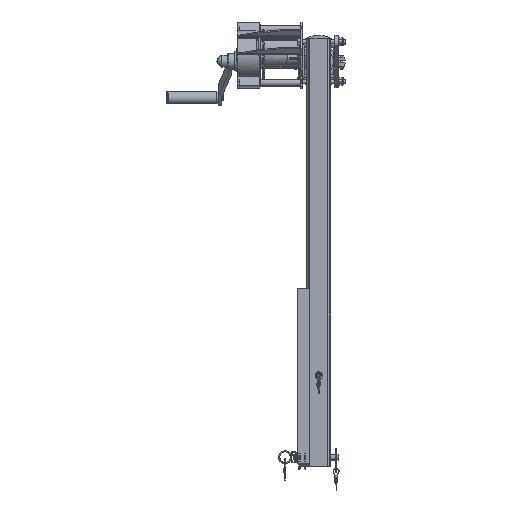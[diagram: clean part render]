
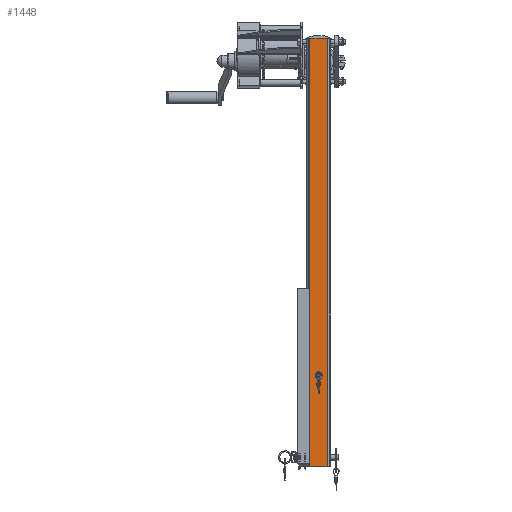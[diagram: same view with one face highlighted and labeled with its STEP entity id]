
A CAD part, top view. The second image highlights one B-rep face of the part: STEP entity #1448.
In plain terms, the highlighted face is planar.
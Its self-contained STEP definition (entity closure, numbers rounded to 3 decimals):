
#1448=ADVANCED_FACE('',(#3073,#3074),#3075,.T.);
#3073=FACE_OUTER_BOUND('',#5443,.T.);
#3074=FACE_BOUND('',#5444,.T.);
#3075=PLANE('',#5445);
#5443=EDGE_LOOP('',(#8430,#8431,#8432,#8433));
#5444=EDGE_LOOP('',(#8434));
#5445=AXIS2_PLACEMENT_3D('',#8435,#8436,#8437);
#8430=ORIENTED_EDGE('',*,*,#13939,.T.);
#8431=ORIENTED_EDGE('',*,*,#13940,.T.);
#8432=ORIENTED_EDGE('',*,*,#13941,.F.);
#8433=ORIENTED_EDGE('',*,*,#13942,.F.);
#8434=ORIENTED_EDGE('',*,*,#13943,.F.);
#8435=CARTESIAN_POINT('',(0.,8.,0.));
#8436=DIRECTION('',(-1.,0.,0.));
#8437=DIRECTION('',(0.,0.,1.));
#13939=EDGE_CURVE('',#16081,#16082,#16083,.T.);
#13940=EDGE_CURVE('',#16082,#16084,#16085,.T.);
#13941=EDGE_CURVE('',#16086,#16084,#16087,.T.);
#13942=EDGE_CURVE('',#16081,#16086,#16088,.T.);
#13943=EDGE_CURVE('',#16089,#16089,#16090,.T.);
#16081=VERTEX_POINT('',#19226);
#16082=VERTEX_POINT('',#19227);
#16083=LINE('',#19228,#19229);
#16084=VERTEX_POINT('',#19230);
#16085=LINE('',#19231,#19232);
#16086=VERTEX_POINT('',#19233);
#16087=LINE('',#19234,#19235);
#16088=LINE('',#19236,#19237);
#16089=VERTEX_POINT('',#19238);
#16090=CIRCLE('',#19239,3.45);
#19226=CARTESIAN_POINT('',(0.,52.,0.));
#19227=CARTESIAN_POINT('',(0.,8.,0.));
#19228=CARTESIAN_POINT('',(0.,60.,0.));
#19229=VECTOR('',#29941,1.);
#19230=CARTESIAN_POINT('',(0.,8.,1050.));
#19231=CARTESIAN_POINT('',(0.,8.,0.));
#19232=VECTOR('',#29942,1.);
#19233=CARTESIAN_POINT('',(0.,52.,1050.));
#19234=CARTESIAN_POINT('',(0.,60.,1050.));
#19235=VECTOR('',#29943,1.);
#19236=CARTESIAN_POINT('',(0.,52.,0.));
#19237=VECTOR('',#29944,1.);
#19238=CARTESIAN_POINT('',(0.,33.487,827.251));
#19239=AXIS2_PLACEMENT_3D('',#29945,#29946,#29947);
#29941=DIRECTION('',(0.,-1.,0.));
#29942=DIRECTION('',(0.,0.,1.));
#29943=DIRECTION('',(0.,-1.,0.));
#29944=DIRECTION('',(0.,0.,1.));
#29945=CARTESIAN_POINT('',(0.,30.037,827.251));
#29946=DIRECTION('',(-1.,0.,0.));
#29947=DIRECTION('',(0.,1.,0.));
